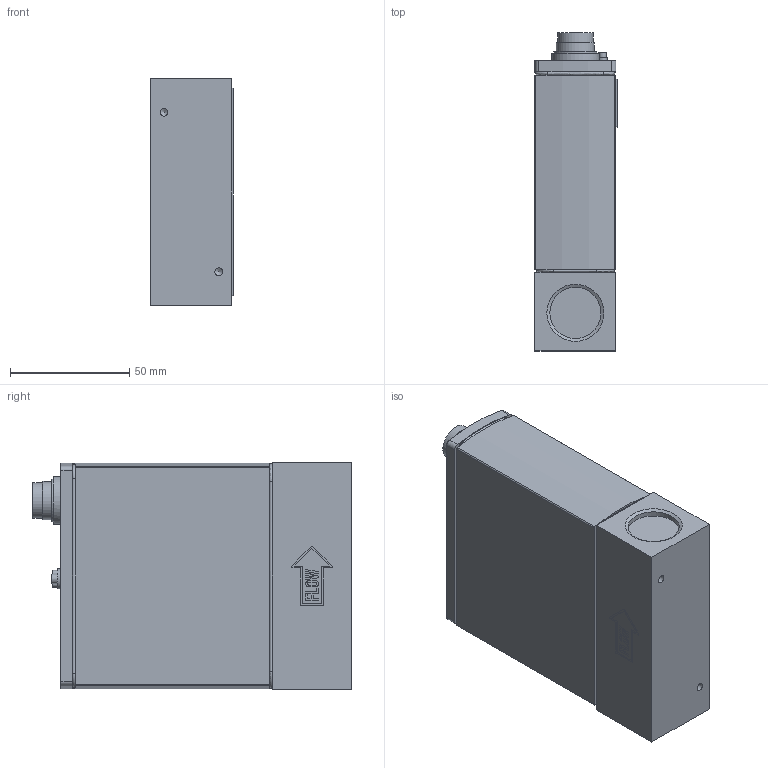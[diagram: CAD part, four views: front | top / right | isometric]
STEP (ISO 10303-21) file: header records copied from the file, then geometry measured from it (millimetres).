
FILE_DESCRIPTION(/* description */ (''),/* implementation_level */ '2;1');
FILE_NAME(/* name */ '714028.stp',/* time_stamp */ '2020-04-09T12:43:04+02:00',/* author */ ('J-Wiggers'),/* organization */ (''),/* preprocessor_version */ 'ST-DEVELOPER v17',/* originating_system */ 'Autodesk Inventor 2018',/* authorisation */ '');
FILE_SCHEMA (('AUTOMOTIVE_DESIGN { 1 0 10303 214 3 1 1 }'));
Length unit declared in the file: millimetre
Products named in the file (1): 711616_Shrinkwrap_1
Bounding box: 34.5 x 133.7 x 95 mm (x, y, z)
Volume: 391199.9 mm3; surface area: 41039.1 mm2
Topology: 1 solids, 1 shells, 204 faces, 529 edges, 361 vertices
Faces by surface type: plane 120, cylinder 53, bspline 16, cone 12, torus 3
Full cylindrical faces by diameter (mm): 3 x5, 3.242 x2, 3.3 x3, 3.75 x2, 4 x1, 5.5 x3, 6 x3, 8.3 x1, 15 x1, 16 x1, 18 x1, 20 x1, 21.5 x2
Entity records: 7077 total; most frequent: CARTESIAN_POINT 1768, DIRECTION 1053, ORIENTED_EDGE 1048, EDGE_CURVE 524, AXIS2_PLACEMENT_3D 371, VERTEX_POINT 361, LINE 311, VECTOR 311
